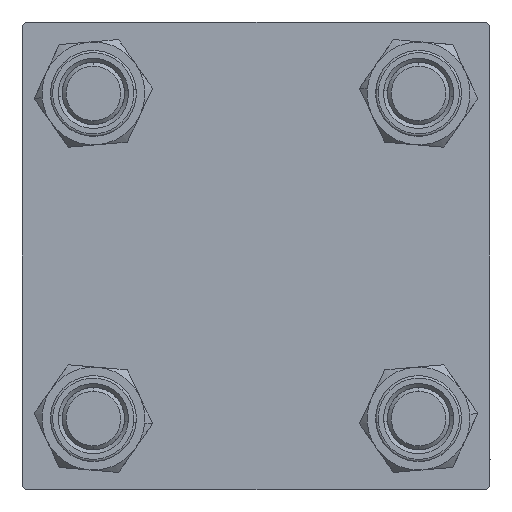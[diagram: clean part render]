
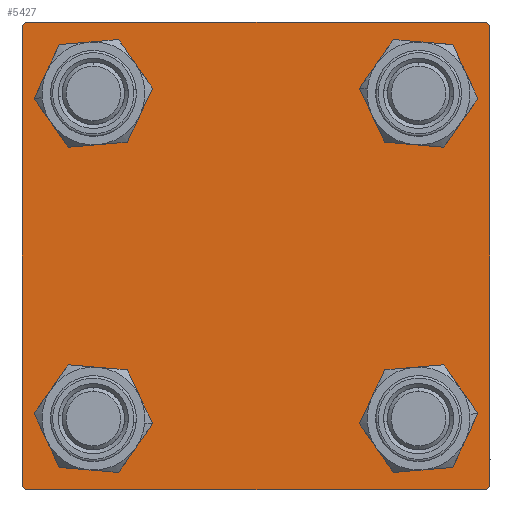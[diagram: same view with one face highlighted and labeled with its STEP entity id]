
A CAD part, left-side view. The second image highlights one B-rep face of the part: STEP entity #5427.
In plain terms, the highlighted planar face has unit normal (-1, 0, 0).
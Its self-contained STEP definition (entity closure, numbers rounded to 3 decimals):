
#202 = ORIENTED_EDGE ( 'NONE', *, *, #18516, .T. ) ;
#663 = CARTESIAN_POINT ( 'NONE',  ( 0., -20.85, -20.85 ) ) ;
#1239 = VECTOR ( 'NONE', #45435, 1000. ) ;
#1366 = DIRECTION ( 'NONE',  ( 0., 0.707, -0.707 ) ) ;
#1592 = EDGE_CURVE ( 'NONE', #27763, #51686, #23528, .T. ) ;
#1791 = CIRCLE ( 'NONE', #31215, 4.5 ) ;
#1844 = VERTEX_POINT ( 'NONE', #34344 ) ;
#1904 = FACE_BOUND ( 'NONE', #5196, .T. ) ;
#2435 = LINE ( 'NONE', #28069, #5757 ) ;
#3634 = CIRCLE ( 'NONE', #35817, 4.5 ) ;
#3903 = EDGE_LOOP ( 'NONE', ( #52863, #16030 ) ) ;
#3989 = CARTESIAN_POINT ( 'NONE',  ( 0., 30., 30. ) ) ;
#4821 = LINE ( 'NONE', #3989, #30532 ) ;
#4973 = CARTESIAN_POINT ( 'NONE',  ( 0., 29.5, 30. ) ) ;
#5006 = CARTESIAN_POINT ( 'NONE',  ( 0., -20.85, 16.35 ) ) ;
#5196 = EDGE_LOOP ( 'NONE', ( #202, #17187 ) ) ;
#5277 = EDGE_CURVE ( 'NONE', #8217, #28907, #5355, .T. ) ;
#5355 = LINE ( 'NONE', #18892, #23641 ) ;
#5427 = ADVANCED_FACE ( 'NONE', ( #54639, #50018, #27811, #1904, #45981 ), #24344, .T. ) ;
#5757 = VECTOR ( 'NONE', #45092, 1000. ) ;
#6040 = DIRECTION ( 'NONE',  ( 0., 0.707, 0.707 ) ) ;
#6184 = EDGE_CURVE ( 'NONE', #26359, #17271, #9942, .T. ) ;
#6299 = AXIS2_PLACEMENT_3D ( 'NONE', #30950, #23152, #10216 ) ;
#6519 = CARTESIAN_POINT ( 'NONE',  ( 0., -29.75, -29.75 ) ) ;
#7487 = CARTESIAN_POINT ( 'NONE',  ( 0., -30., 29.5 ) ) ;
#8217 = VERTEX_POINT ( 'NONE', #53720 ) ;
#8998 = EDGE_CURVE ( 'NONE', #51686, #27763, #54186, .T. ) ;
#9493 = CARTESIAN_POINT ( 'NONE',  ( 0., 20.85, 20.85 ) ) ;
#9615 = DIRECTION ( 'NONE',  ( 0., 0., 1. ) ) ;
#9805 = CARTESIAN_POINT ( 'NONE',  ( 0., -29.75, 29.75 ) ) ;
#9942 = CIRCLE ( 'NONE', #17275, 4.5 ) ;
#10132 = CIRCLE ( 'NONE', #39521, 4.5 ) ;
#10216 = DIRECTION ( 'NONE',  ( 0., 0., 1. ) ) ;
#10586 = LINE ( 'NONE', #36498, #25127 ) ;
#11189 = VERTEX_POINT ( 'NONE', #7487 ) ;
#11339 = VECTOR ( 'NONE', #6040, 1000. ) ;
#11351 = CARTESIAN_POINT ( 'NONE',  ( 0., 20.85, -20.85 ) ) ;
#11743 = CARTESIAN_POINT ( 'NONE',  ( 0., 29.5, -30. ) ) ;
#12281 = CARTESIAN_POINT ( 'NONE',  ( 0., -20.85, 25.35 ) ) ;
#12978 = VERTEX_POINT ( 'NONE', #19111 ) ;
#14556 = ORIENTED_EDGE ( 'NONE', *, *, #5277, .T. ) ;
#14888 = ORIENTED_EDGE ( 'NONE', *, *, #45208, .F. ) ;
#14908 = VERTEX_POINT ( 'NONE', #52474 ) ;
#15191 = DIRECTION ( 'NONE',  ( 1., 0., 0. ) ) ;
#15423 = DIRECTION ( 'NONE',  ( -1., 0., 0. ) ) ;
#15480 = CARTESIAN_POINT ( 'NONE',  ( 0., -20.85, -16.35 ) ) ;
#16030 = ORIENTED_EDGE ( 'NONE', *, *, #55443, .T. ) ;
#16929 = EDGE_CURVE ( 'NONE', #48700, #12978, #1791, .T. ) ;
#17187 = ORIENTED_EDGE ( 'NONE', *, *, #6184, .T. ) ;
#17271 = VERTEX_POINT ( 'NONE', #30966 ) ;
#17275 = AXIS2_PLACEMENT_3D ( 'NONE', #9493, #17553, #52716 ) ;
#17553 = DIRECTION ( 'NONE',  ( 1., 0., 0. ) ) ;
#18516 = EDGE_CURVE ( 'NONE', #17271, #26359, #10132, .T. ) ;
#18892 = CARTESIAN_POINT ( 'NONE',  ( 0., 29.75, -29.75 ) ) ;
#18963 = AXIS2_PLACEMENT_3D ( 'NONE', #56613, #49078, #9615 ) ;
#19111 = CARTESIAN_POINT ( 'NONE',  ( 0., 20.85, -16.35 ) ) ;
#19681 = DIRECTION ( 'NONE',  ( 0., 0., -1. ) ) ;
#20543 = CARTESIAN_POINT ( 'NONE',  ( 0., -30., 30. ) ) ;
#20970 = VECTOR ( 'NONE', #45303, 1000. ) ;
#21178 = CARTESIAN_POINT ( 'NONE',  ( 0., 20.85, -25.35 ) ) ;
#22242 = CARTESIAN_POINT ( 'NONE',  ( 0., 30., -30. ) ) ;
#23152 = DIRECTION ( 'NONE',  ( 1., 0., 0. ) ) ;
#23528 = CIRCLE ( 'NONE', #18963, 4.5 ) ;
#23641 = VECTOR ( 'NONE', #27237, 1000. ) ;
#23772 = DIRECTION ( 'NONE',  ( 0., 0., 1. ) ) ;
#24344 = PLANE ( 'NONE',  #38399 ) ;
#25127 = VECTOR ( 'NONE', #1366, 1000. ) ;
#26359 = VERTEX_POINT ( 'NONE', #49815 ) ;
#26590 = ORIENTED_EDGE ( 'NONE', *, *, #1592, .T. ) ;
#27237 = DIRECTION ( 'NONE',  ( 0., -0.707, -0.707 ) ) ;
#27703 = EDGE_CURVE ( 'NONE', #38635, #1844, #10586, .T. ) ;
#27763 = VERTEX_POINT ( 'NONE', #5006 ) ;
#27811 = FACE_BOUND ( 'NONE', #45655, .T. ) ;
#27919 = ORIENTED_EDGE ( 'NONE', *, *, #32032, .T. ) ;
#28069 = CARTESIAN_POINT ( 'NONE',  ( 0., 30., 30. ) ) ;
#28411 = DIRECTION ( 'NONE',  ( 1., 0., 0. ) ) ;
#28888 = DIRECTION ( 'NONE',  ( 1., 0., 0. ) ) ;
#28907 = VERTEX_POINT ( 'NONE', #11743 ) ;
#30063 = ORIENTED_EDGE ( 'NONE', *, *, #34074, .T. ) ;
#30532 = VECTOR ( 'NONE', #44583, 1000. ) ;
#30569 = EDGE_CURVE ( 'NONE', #38635, #14908, #2435, .T. ) ;
#30950 = CARTESIAN_POINT ( 'NONE',  ( 0., -20.85, 20.85 ) ) ;
#30966 = CARTESIAN_POINT ( 'NONE',  ( 0., 20.85, 25.35 ) ) ;
#31121 = CIRCLE ( 'NONE', #38506, 4.5 ) ;
#31215 = AXIS2_PLACEMENT_3D ( 'NONE', #11351, #28888, #46485 ) ;
#32032 = EDGE_CURVE ( 'NONE', #11189, #14908, #45528, .T. ) ;
#32478 = CARTESIAN_POINT ( 'NONE',  ( 0., 20.85, 20.85 ) ) ;
#33006 = VERTEX_POINT ( 'NONE', #15480 ) ;
#34074 = EDGE_CURVE ( 'NONE', #28907, #48301, #49615, .T. ) ;
#34344 = CARTESIAN_POINT ( 'NONE',  ( 0., 30., 29.5 ) ) ;
#34380 = AXIS2_PLACEMENT_3D ( 'NONE', #46789, #47632, #38980 ) ;
#34958 = EDGE_CURVE ( 'NONE', #33006, #50895, #31121, .T. ) ;
#35801 = DIRECTION ( 'NONE',  ( 1., 0., 0. ) ) ;
#35817 = AXIS2_PLACEMENT_3D ( 'NONE', #37638, #28411, #55239 ) ;
#36498 = CARTESIAN_POINT ( 'NONE',  ( 0., 29.75, 29.75 ) ) ;
#36785 = ORIENTED_EDGE ( 'NONE', *, *, #38172, .T. ) ;
#37638 = CARTESIAN_POINT ( 'NONE',  ( 0., 20.85, -20.85 ) ) ;
#38172 = EDGE_CURVE ( 'NONE', #12978, #48700, #3634, .T. ) ;
#38399 = AXIS2_PLACEMENT_3D ( 'NONE', #42222, #15423, #23772 ) ;
#38506 = AXIS2_PLACEMENT_3D ( 'NONE', #663, #35801, #53390 ) ;
#38635 = VERTEX_POINT ( 'NONE', #4973 ) ;
#38980 = DIRECTION ( 'NONE',  ( 0., 0., 1. ) ) ;
#39521 = AXIS2_PLACEMENT_3D ( 'NONE', #32478, #15191, #50062 ) ;
#41595 = CARTESIAN_POINT ( 'NONE',  ( 0., -30., -29.5 ) ) ;
#42222 = CARTESIAN_POINT ( 'NONE',  ( 0., 0., 0. ) ) ;
#42462 = ORIENTED_EDGE ( 'NONE', *, *, #16929, .T. ) ;
#42652 = CIRCLE ( 'NONE', #34380, 4.5 ) ;
#44583 = DIRECTION ( 'NONE',  ( 0., 0., -1. ) ) ;
#45092 = DIRECTION ( 'NONE',  ( 0., -1., 0. ) ) ;
#45208 = EDGE_CURVE ( 'NONE', #11189, #54478, #45911, .T. ) ;
#45303 = DIRECTION ( 'NONE',  ( 0., -1., 0. ) ) ;
#45435 = DIRECTION ( 'NONE',  ( 0., -0.707, 0.707 ) ) ;
#45528 = LINE ( 'NONE', #9805, #11339 ) ;
#45655 = EDGE_LOOP ( 'NONE', ( #36785, #42462 ) ) ;
#45911 = LINE ( 'NONE', #20543, #52606 ) ;
#45981 = FACE_OUTER_BOUND ( 'NONE', #55696, .T. ) ;
#46485 = DIRECTION ( 'NONE',  ( 0., 0., 1. ) ) ;
#46539 = ORIENTED_EDGE ( 'NONE', *, *, #30569, .F. ) ;
#46565 = ORIENTED_EDGE ( 'NONE', *, *, #55016, .T. ) ;
#46789 = CARTESIAN_POINT ( 'NONE',  ( 0., -20.85, -20.85 ) ) ;
#47632 = DIRECTION ( 'NONE',  ( 1., 0., 0. ) ) ;
#48301 = VERTEX_POINT ( 'NONE', #48608 ) ;
#48608 = CARTESIAN_POINT ( 'NONE',  ( 0., -29.5, -30. ) ) ;
#48700 = VERTEX_POINT ( 'NONE', #21178 ) ;
#49078 = DIRECTION ( 'NONE',  ( 1., 0., 0. ) ) ;
#49615 = LINE ( 'NONE', #22242, #20970 ) ;
#49815 = CARTESIAN_POINT ( 'NONE',  ( 0., 20.85, 16.35 ) ) ;
#49860 = EDGE_LOOP ( 'NONE', ( #56361, #26590 ) ) ;
#50018 = FACE_BOUND ( 'NONE', #3903, .T. ) ;
#50029 = CARTESIAN_POINT ( 'NONE',  ( 0., -20.85, -25.35 ) ) ;
#50062 = DIRECTION ( 'NONE',  ( 0., 0., 1. ) ) ;
#50202 = EDGE_CURVE ( 'NONE', #1844, #8217, #4821, .T. ) ;
#50895 = VERTEX_POINT ( 'NONE', #50029 ) ;
#51686 = VERTEX_POINT ( 'NONE', #12281 ) ;
#52474 = CARTESIAN_POINT ( 'NONE',  ( 0., -29.5, 30. ) ) ;
#52606 = VECTOR ( 'NONE', #19681, 1000. ) ;
#52716 = DIRECTION ( 'NONE',  ( 0., 0., 1. ) ) ;
#52845 = ORIENTED_EDGE ( 'NONE', *, *, #50202, .T. ) ;
#52863 = ORIENTED_EDGE ( 'NONE', *, *, #34958, .T. ) ;
#53390 = DIRECTION ( 'NONE',  ( 0., 0., 1. ) ) ;
#53720 = CARTESIAN_POINT ( 'NONE',  ( 0., 30., -29.5 ) ) ;
#54186 = CIRCLE ( 'NONE', #6299, 4.5 ) ;
#54302 = ORIENTED_EDGE ( 'NONE', *, *, #27703, .T. ) ;
#54478 = VERTEX_POINT ( 'NONE', #41595 ) ;
#54639 = FACE_BOUND ( 'NONE', #49860, .T. ) ;
#54938 = LINE ( 'NONE', #6519, #1239 ) ;
#55016 = EDGE_CURVE ( 'NONE', #48301, #54478, #54938, .T. ) ;
#55239 = DIRECTION ( 'NONE',  ( 0., 0., 1. ) ) ;
#55443 = EDGE_CURVE ( 'NONE', #50895, #33006, #42652, .T. ) ;
#55696 = EDGE_LOOP ( 'NONE', ( #52845, #14556, #30063, #46565, #14888, #27919, #46539, #54302 ) ) ;
#56361 = ORIENTED_EDGE ( 'NONE', *, *, #8998, .T. ) ;
#56613 = CARTESIAN_POINT ( 'NONE',  ( 0., -20.85, 20.85 ) ) ;
